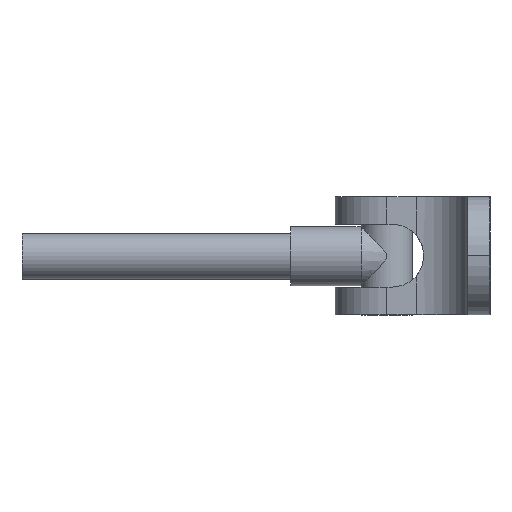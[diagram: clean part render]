
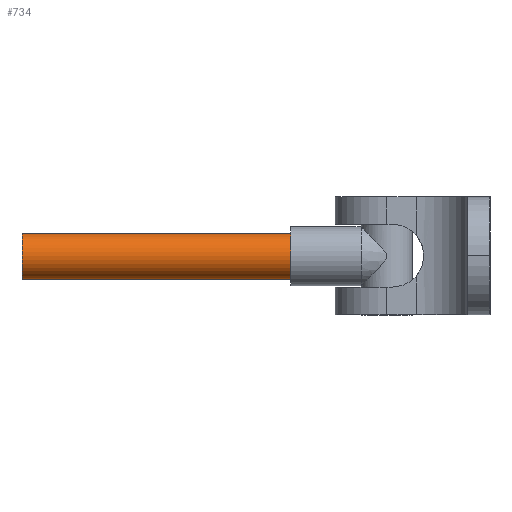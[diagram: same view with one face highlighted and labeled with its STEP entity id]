
A CAD part, left-side view. The second image highlights one B-rep face of the part: STEP entity #734.
In plain terms, the highlighted cylindrical face has radius 3.1 mm (diameter 6.2 mm), a partial arc.
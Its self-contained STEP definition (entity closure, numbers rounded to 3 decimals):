
#54 = VERTEX_POINT ( 'NONE', #583 ) ;
#71 = ORIENTED_EDGE ( 'NONE', *, *, #1057, .F. ) ;
#130 = CIRCLE ( 'NONE', #656, 3.1 ) ;
#175 = VERTEX_POINT ( 'NONE', #1909 ) ;
#189 = CARTESIAN_POINT ( 'NONE',  ( 49.5, 0., 3.1 ) ) ;
#218 = DIRECTION ( 'NONE',  ( 0., 0., 1. ) ) ;
#262 = EDGE_CURVE ( 'NONE', #54, #1235, #1620, .T. ) ;
#409 = VECTOR ( 'NONE', #1131, 1000. ) ;
#481 = DIRECTION ( 'NONE',  ( -1., 0., 0. ) ) ;
#543 = CARTESIAN_POINT ( 'NONE',  ( 0., 0., 3.1 ) ) ;
#583 = CARTESIAN_POINT ( 'NONE',  ( 49.5, 0., -3.1 ) ) ;
#624 = CARTESIAN_POINT ( 'NONE',  ( 0., 0., -3.1 ) ) ;
#632 = CIRCLE ( 'NONE', #1543, 3.1 ) ;
#656 = AXIS2_PLACEMENT_3D ( 'NONE', #1849, #1041, #1690 ) ;
#734 = ADVANCED_FACE ( 'NONE', ( #1343 ), #1664, .T. ) ;
#878 = LINE ( 'NONE', #543, #409 ) ;
#925 = VERTEX_POINT ( 'NONE', #189 ) ;
#972 = EDGE_LOOP ( 'NONE', ( #1959, #1454, #1151, #71 ) ) ;
#1041 = DIRECTION ( 'NONE',  ( -1., 0., 0. ) ) ;
#1057 = EDGE_CURVE ( 'NONE', #925, #175, #878, .T. ) ;
#1124 = DIRECTION ( 'NONE',  ( -1., 0., 0. ) ) ;
#1131 = DIRECTION ( 'NONE',  ( -1., 0., 0. ) ) ;
#1151 = ORIENTED_EDGE ( 'NONE', *, *, #1427, .F. ) ;
#1235 = VERTEX_POINT ( 'NONE', #1985 ) ;
#1313 = DIRECTION ( 'NONE',  ( -1., 0., 0. ) ) ;
#1343 = FACE_OUTER_BOUND ( 'NONE', #972, .T. ) ;
#1345 = AXIS2_PLACEMENT_3D ( 'NONE', #1505, #1313, #218 ) ;
#1358 = EDGE_CURVE ( 'NONE', #925, #54, #130, .T. ) ;
#1427 = EDGE_CURVE ( 'NONE', #175, #1235, #632, .T. ) ;
#1454 = ORIENTED_EDGE ( 'NONE', *, *, #262, .T. ) ;
#1505 = CARTESIAN_POINT ( 'NONE',  ( 0., 0., 0. ) ) ;
#1543 = AXIS2_PLACEMENT_3D ( 'NONE', #1906, #1124, #1912 ) ;
#1620 = LINE ( 'NONE', #624, #1851 ) ;
#1664 = CYLINDRICAL_SURFACE ( 'NONE', #1345, 3.1 ) ;
#1690 = DIRECTION ( 'NONE',  ( 0., 0., 1. ) ) ;
#1849 = CARTESIAN_POINT ( 'NONE',  ( 49.5, 0., 0. ) ) ;
#1851 = VECTOR ( 'NONE', #481, 1000. ) ;
#1906 = CARTESIAN_POINT ( 'NONE',  ( 13.052, 0., 0. ) ) ;
#1909 = CARTESIAN_POINT ( 'NONE',  ( 13.052, 0., 3.1 ) ) ;
#1912 = DIRECTION ( 'NONE',  ( 0., 0., 1. ) ) ;
#1959 = ORIENTED_EDGE ( 'NONE', *, *, #1358, .T. ) ;
#1985 = CARTESIAN_POINT ( 'NONE',  ( 13.052, 0., -3.1 ) ) ;
